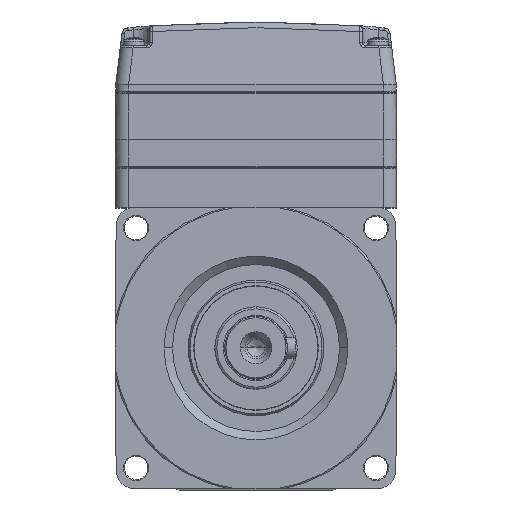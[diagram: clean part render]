
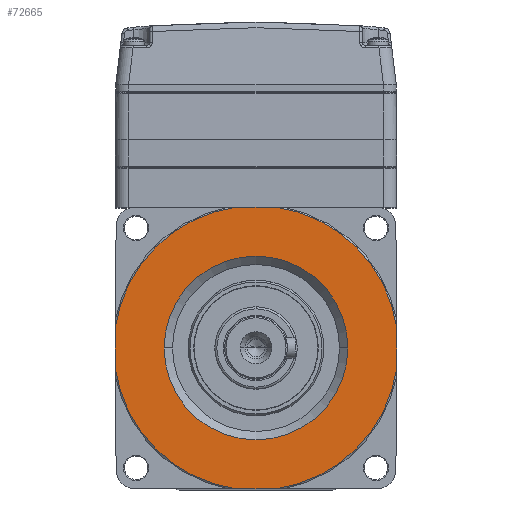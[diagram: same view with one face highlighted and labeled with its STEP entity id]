
A CAD part, top view. The second image highlights one B-rep face of the part: STEP entity #72665.
In plain terms, the highlighted planar face has unit normal (0, 0, 1).
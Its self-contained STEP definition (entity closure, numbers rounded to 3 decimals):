
#119=CARTESIAN_POINT('',(-7.365,-54.,20.3));
#131=CARTESIAN_POINT('',(7.365,-54.,20.3));
#551=CARTESIAN_POINT('',(7.365,54.,20.3));
#563=CARTESIAN_POINT('',(-7.365,54.,20.3));
#22600=CARTESIAN_POINT('',(0.,0.,20.3));
#22601=DIRECTION('',(0.,0.,1.));
#22602=DIRECTION('',(0.99,0.144,0.));
#22603=AXIS2_PLACEMENT_3D('',#22600,#22601,#22602);
#22605=DIRECTION('',(-0.009,1.,0.));
#22606=VECTOR('',#22605,7.852);
#22607=CARTESIAN_POINT('',(54.,0.,20.3));
#22608=LINE('',#22607,#22606);
#22609=DIRECTION('',(0.009,1.,0.));
#22610=VECTOR('',#22609,7.852);
#22611=CARTESIAN_POINT('',(53.931,-7.851,20.3));
#22612=LINE('',#22611,#22610);
#22613=CARTESIAN_POINT('',(0.,0.,20.3));
#22614=DIRECTION('',(0.,0.,1.));
#22615=DIRECTION('',(0.135,-0.991,0.));
#22616=AXIS2_PLACEMENT_3D('',#22613,#22614,#22615);
#22618=DIRECTION('',(1.,0.,0.));
#22619=VECTOR('',#22618,14.731);
#22620=CARTESIAN_POINT('',(-7.365,-54.,20.3));
#22621=LINE('',#22620,#22619);
#22622=CARTESIAN_POINT('',(0.,0.,20.3));
#22623=DIRECTION('',(0.,0.,1.));
#22624=DIRECTION('',(-0.99,-0.144,0.));
#22625=AXIS2_PLACEMENT_3D('',#22622,#22623,#22624);
#22627=DIRECTION('',(0.009,-1.,0.));
#22628=VECTOR('',#22627,7.852);
#22629=CARTESIAN_POINT('',(-54.,0.,20.3));
#22630=LINE('',#22629,#22628);
#22631=DIRECTION('',(-0.009,-1.,0.));
#22632=VECTOR('',#22631,7.852);
#22633=CARTESIAN_POINT('',(-53.931,7.851,20.3));
#22634=LINE('',#22633,#22632);
#22635=CARTESIAN_POINT('',(0.,0.,20.3));
#22636=DIRECTION('',(0.,0.,1.));
#22637=DIRECTION('',(-0.135,0.991,0.));
#22638=AXIS2_PLACEMENT_3D('',#22635,#22636,#22637);
#22640=DIRECTION('',(-1.,0.,0.));
#22641=VECTOR('',#22640,14.731);
#22642=CARTESIAN_POINT('',(7.365,54.,20.3));
#22643=LINE('',#22642,#22641);
#22644=CARTESIAN_POINT('',(0.,0.,20.3));
#22645=DIRECTION('',(0.,0.,-1.));
#22646=DIRECTION('',(-1.,0.,0.));
#22647=AXIS2_PLACEMENT_3D('',#22644,#22645,#22646);
#22649=CARTESIAN_POINT('',(0.,0.,20.3));
#22650=DIRECTION('',(0.,0.,-1.));
#22651=DIRECTION('',(1.,0.,0.));
#22652=AXIS2_PLACEMENT_3D('',#22649,#22650,#22651);
#31155=CARTESIAN_POINT('',(-35.2,0.,20.3));
#31156=CARTESIAN_POINT('',(35.2,0.,20.3));
#31157=VERTEX_POINT('',#31155);
#31158=VERTEX_POINT('',#31156);
#31195=VERTEX_POINT('',#551);
#31199=CARTESIAN_POINT('',(53.931,7.851,20.3));
#31200=VERTEX_POINT('',#31199);
#31205=VERTEX_POINT('',#563);
#31206=CARTESIAN_POINT('',(-53.931,7.851,20.3));
#31207=VERTEX_POINT('',#31206);
#31212=VERTEX_POINT('',#131);
#31213=CARTESIAN_POINT('',(53.931,-7.851,20.3));
#31214=VERTEX_POINT('',#31213);
#31215=VERTEX_POINT('',#119);
#31219=CARTESIAN_POINT('',(-53.931,-7.851,20.3));
#31220=VERTEX_POINT('',#31219);
#31418=CARTESIAN_POINT('',(-54.,0.,20.3));
#31419=VERTEX_POINT('',#31418);
#31420=CARTESIAN_POINT('',(54.,0.,20.3));
#31421=VERTEX_POINT('',#31420);
#72637=CARTESIAN_POINT('',(0.,0.,20.3));
#72638=DIRECTION('',(0.,0.,1.));
#72639=DIRECTION('',(1.,0.,0.));
#72640=AXIS2_PLACEMENT_3D('',#72637,#72638,#72639);
#72641=PLANE('',#72640);
#72642=ORIENTED_EDGE('',*,*,#72632,.F.);
#72643=ORIENTED_EDGE('',*,*,#36632,.F.);
#72644=ORIENTED_EDGE('',*,*,#36617,.F.);
#72646=ORIENTED_EDGE('',*,*,#72645,.F.);
#72647=ORIENTED_EDGE('',*,*,#36453,.F.);
#72649=ORIENTED_EDGE('',*,*,#72648,.F.);
#72651=ORIENTED_EDGE('',*,*,#72650,.F.);
#72653=ORIENTED_EDGE('',*,*,#72652,.F.);
#72655=ORIENTED_EDGE('',*,*,#72654,.F.);
#72656=ORIENTED_EDGE('',*,*,#36844,.F.);
#72657=EDGE_LOOP('',(#72642,#72643,#72644,#72646,#72647,#72649,#72651,#72653,
#72655,#72656));
#72658=FACE_OUTER_BOUND('',#72657,.F.);
#72660=ORIENTED_EDGE('',*,*,#72659,.F.);
#72662=ORIENTED_EDGE('',*,*,#72661,.F.);
#72663=EDGE_LOOP('',(#72660,#72662));
#72664=FACE_BOUND('',#72663,.F.);
#72665=ADVANCED_FACE('',(#72658,#72664),#72641,.T.);
#22604=CIRCLE('',#22603,54.5);
#22617=CIRCLE('',#22616,54.5);
#22626=CIRCLE('',#22625,54.5);
#22639=CIRCLE('',#22638,54.5);
#22648=CIRCLE('',#22647,35.2);
#22653=CIRCLE('',#22652,35.2);
#36453=EDGE_CURVE('',#31215,#31212,#22621,.T.);
#36617=EDGE_CURVE('',#31214,#31421,#22612,.T.);
#36632=EDGE_CURVE('',#31421,#31200,#22608,.T.);
#36844=EDGE_CURVE('',#31195,#31205,#22643,.T.);
#72632=EDGE_CURVE('',#31200,#31195,#22604,.T.);
#72645=EDGE_CURVE('',#31212,#31214,#22617,.T.);
#72648=EDGE_CURVE('',#31220,#31215,#22626,.T.);
#72650=EDGE_CURVE('',#31419,#31220,#22630,.T.);
#72652=EDGE_CURVE('',#31207,#31419,#22634,.T.);
#72654=EDGE_CURVE('',#31205,#31207,#22639,.T.);
#72659=EDGE_CURVE('',#31157,#31158,#22648,.T.);
#72661=EDGE_CURVE('',#31158,#31157,#22653,.T.);
